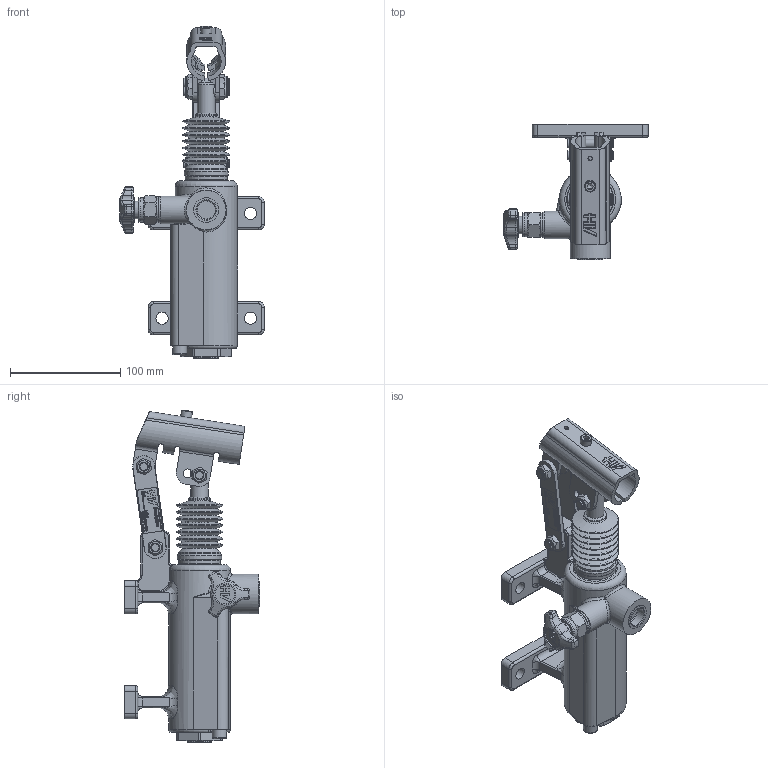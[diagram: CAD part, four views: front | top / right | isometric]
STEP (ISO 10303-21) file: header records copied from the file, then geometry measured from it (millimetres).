
FILE_DESCRIPTION((''),'2;1');
FILE_NAME('PMO 70 s (HV) STEP.stp','2014-08-05T16:25:07',('Christian'),(''),'Autodesk Inventor 2013','Autodesk Inventor 2013','');
FILE_SCHEMA(('AUTOMOTIVE_DESIGN { 1 0 10303 214 1 1 1 1 }'));
Length unit declared in the file: millimetre
Products named in the file (1): 6079.0032.10.50 Derivazione 2
Bounding box: 130.72 x 122.5 x 300.56 mm (x, y, z)
Volume: 357644.1 mm3; surface area: 163325.1 mm2
Topology: 10 solids, 11 shells, 1362 faces, 3423 edges, 2153 vertices
Faces by surface type: plane 605, cylinder 288, bspline 225, torus 127, cone 110, sphere 7
Full cylindrical faces by diameter (mm): 4 x2, 6 x1, 8 x15, 10 x1, 11 x4, 11.05 x6, 12 x2, 13 x1, 14 x1, 16 x2, 17.5 x2, 18 x1, 18.631 x2, 19.5 x2, 20 x1, 21 x1, 21.8 x2, 22 x1, 22.5 x2, 23 x1, 25 x1, 30 x7, 36 x2, 38.004 x2, 38.376 x1, 40 x3, 56 x1
Entity records: 44072 total; most frequent: CARTESIAN_POINT 12513, ORIENTED_EDGE 6360, DIRECTION 5653, EDGE_CURVE 3180, VERTEX_POINT 2095, AXIS2_PLACEMENT_3D 1984, VECTOR 1685, LINE 1685
